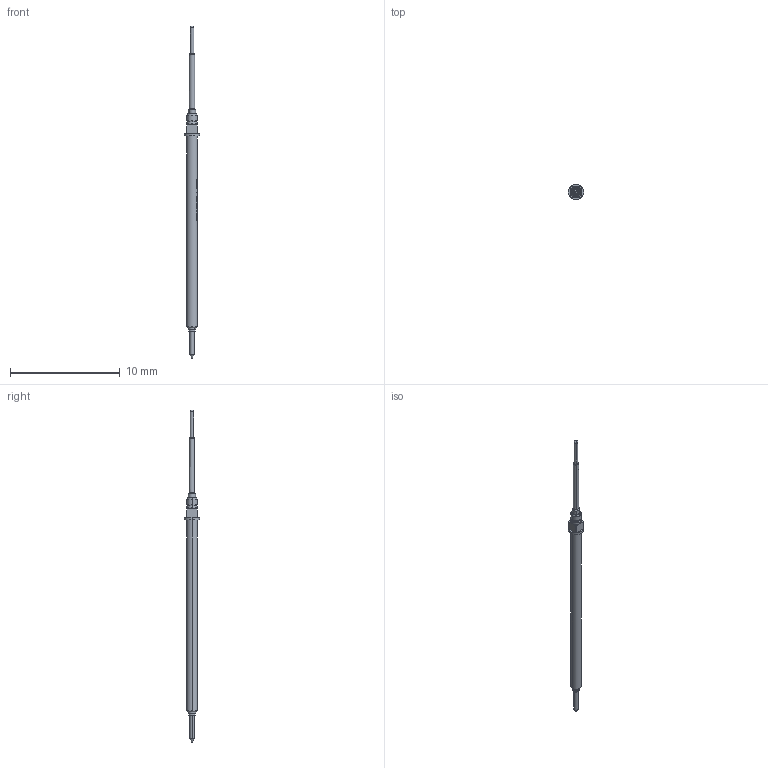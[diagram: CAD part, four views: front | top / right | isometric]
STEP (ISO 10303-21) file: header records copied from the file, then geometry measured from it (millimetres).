
FILE_DESCRIPTION (( 'STEP AP214' ), '1' );
FILE_NAME ('MOD-F86311B036GxxxS17~-a.STEP', '2018-09-10T11:29:46', ( 'firstrun' ), ( 'Hewlett-Packard Company' ), 'SwSTEP 2.0', 'SolidWorks 2015', '' );
FILE_SCHEMA (( 'AUTOMOTIVE_DESIGN' ));
Length unit declared in the file: millimetre
Products named in the file (1): MOD-F86311B036GxxxS17~-a
Bounding box: 1.4 x 1.4 x 30.2 mm (x, y, z)
Volume: 17.3 mm3; surface area: 80.2 mm2
Topology: 1 solids, 1 shells, 240 faces, 664 edges, 436 vertices
Faces by surface type: plane 108, cylinder 57, bspline 55, cone 12, torus 8
Entity records: 9555 total; most frequent: CARTESIAN_POINT 3421, ORIENTED_EDGE 1328, DIRECTION 1004, EDGE_CURVE 664, VERTEX_POINT 436, AXIS2_PLACEMENT_3D 380, EDGE_LOOP 250, LINE 244
